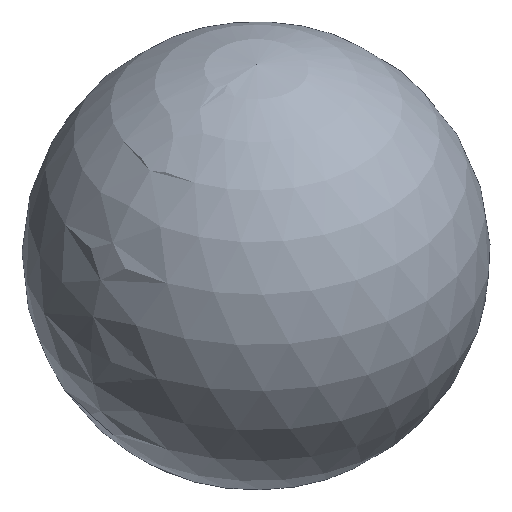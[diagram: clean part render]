
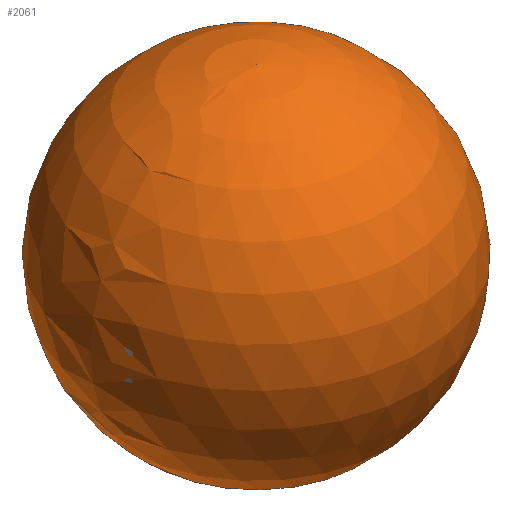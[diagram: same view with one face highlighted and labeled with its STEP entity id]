
A CAD part, isometric view. The second image highlights one B-rep face of the part: STEP entity #2061.
In plain terms, the highlighted spherical face has radius 400 mm.
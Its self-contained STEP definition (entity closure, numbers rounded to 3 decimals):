
#2058 = AXIS2_PLACEMENT_3D ( 'NONE', #3165, #4691, #7626 ) ;
#2061 = ADVANCED_FACE ( 'NONE', ( ), #7185, .T. ) ;
#3165 = CARTESIAN_POINT ( 'NONE',  ( 0., 0., 0. ) ) ;
#4691 = DIRECTION ( 'NONE',  ( 0., 0., 1. ) ) ;
#7185 = SPHERICAL_SURFACE ( 'NONE', #2058, 400. ) ;
#7626 = DIRECTION ( 'NONE',  ( -1., 0., 0. ) ) ;
